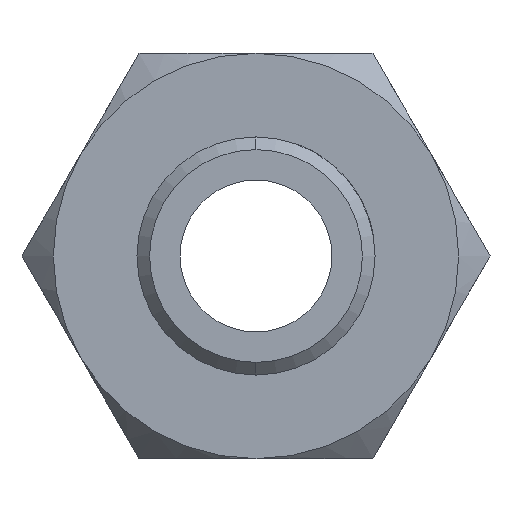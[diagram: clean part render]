
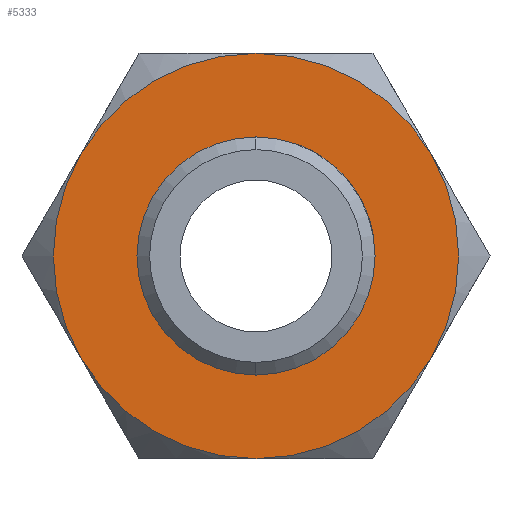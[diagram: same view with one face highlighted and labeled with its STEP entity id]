
A CAD part, left-side view. The second image highlights one B-rep face of the part: STEP entity #5333.
In plain terms, the highlighted planar face has unit normal (-1, 0, 0).
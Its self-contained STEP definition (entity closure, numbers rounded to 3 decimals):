
#117 = ORIENTED_EDGE ( 'NONE', *, *, #3435, .F. ) ;
#150 = DIRECTION ( 'NONE',  ( 1., 0., 0. ) ) ;
#178 = DIRECTION ( 'NONE',  ( 1., 0., 0. ) ) ;
#184 = FACE_BOUND ( 'NONE', #2811, .T. ) ;
#226 = AXIS2_PLACEMENT_3D ( 'NONE', #1038, #2696, #629 ) ;
#386 = VERTEX_POINT ( 'NONE', #5331 ) ;
#519 = CARTESIAN_POINT ( 'NONE',  ( 15., 0., 0. ) ) ;
#532 = ORIENTED_EDGE ( 'NONE', *, *, #4264, .F. ) ;
#557 = DIRECTION ( 'NONE',  ( 0., 0., -1. ) ) ;
#567 = AXIS2_PLACEMENT_3D ( 'NONE', #4122, #4097, #1668 ) ;
#596 = FACE_OUTER_BOUND ( 'NONE', #2952, .T. ) ;
#629 = DIRECTION ( 'NONE',  ( 0., 0., -1. ) ) ;
#912 = ORIENTED_EDGE ( 'NONE', *, *, #1399, .F. ) ;
#914 = CIRCLE ( 'NONE', #4836, 8. ) ;
#1038 = CARTESIAN_POINT ( 'NONE',  ( 15., 0., 0. ) ) ;
#1091 = CARTESIAN_POINT ( 'NONE',  ( 15., 0., 0. ) ) ;
#1267 = CIRCLE ( 'NONE', #567, 8. ) ;
#1399 = EDGE_CURVE ( 'NONE', #4469, #4892, #914, .T. ) ;
#1457 = VERTEX_POINT ( 'NONE', #5243 ) ;
#1526 = DIRECTION ( 'NONE',  ( -1., 0., 0. ) ) ;
#1668 = DIRECTION ( 'NONE',  ( 0., 0., 1. ) ) ;
#1760 = EDGE_CURVE ( 'NONE', #3107, #4359, #1267, .T. ) ;
#1810 = DIRECTION ( 'NONE',  ( 0., 0., -1. ) ) ;
#1863 = CARTESIAN_POINT ( 'NONE',  ( 15., 0., 0. ) ) ;
#1918 = VERTEX_POINT ( 'NONE', #5069 ) ;
#1980 = EDGE_CURVE ( 'NONE', #386, #4738, #4304, .T. ) ;
#2257 = DIRECTION ( 'NONE',  ( 1., 0., 0. ) ) ;
#2277 = CARTESIAN_POINT ( 'NONE',  ( 15., -6.928, -4. ) ) ;
#2320 = DIRECTION ( 'NONE',  ( 0., 0., 1. ) ) ;
#2338 = CARTESIAN_POINT ( 'NONE',  ( 15., 0., 0. ) ) ;
#2389 = ORIENTED_EDGE ( 'NONE', *, *, #4365, .F. ) ;
#2578 = CIRCLE ( 'NONE', #226, 8. ) ;
#2651 = CARTESIAN_POINT ( 'NONE',  ( 15., 0., 0. ) ) ;
#2658 = EDGE_CURVE ( 'NONE', #1918, #4359, #2578, .T. ) ;
#2665 = CIRCLE ( 'NONE', #4235, 8. ) ;
#2670 = CIRCLE ( 'NONE', #3110, 8. ) ;
#2696 = DIRECTION ( 'NONE',  ( 1., 0., 0. ) ) ;
#2811 = EDGE_LOOP ( 'NONE', ( #5202, #117 ) ) ;
#2930 = AXIS2_PLACEMENT_3D ( 'NONE', #2977, #3767, #4609 ) ;
#2952 = EDGE_LOOP ( 'NONE', ( #532, #5089, #912, #2389, #3870, #4994 ) ) ;
#2977 = CARTESIAN_POINT ( 'NONE',  ( 15., 0., 0. ) ) ;
#3089 = DIRECTION ( 'NONE',  ( 1., 0., 0. ) ) ;
#3107 = VERTEX_POINT ( 'NONE', #5384 ) ;
#3110 = AXIS2_PLACEMENT_3D ( 'NONE', #2338, #178, #3563 ) ;
#3151 = CARTESIAN_POINT ( 'NONE',  ( 15., 0., 0. ) ) ;
#3435 = EDGE_CURVE ( 'NONE', #4738, #386, #5017, .T. ) ;
#3544 = CIRCLE ( 'NONE', #4408, 8. ) ;
#3563 = DIRECTION ( 'NONE',  ( 0., 0., -1. ) ) ;
#3767 = DIRECTION ( 'NONE',  ( -1., 0., 0. ) ) ;
#3870 = ORIENTED_EDGE ( 'NONE', *, *, #1760, .T. ) ;
#4001 = CARTESIAN_POINT ( 'NONE',  ( 15., -6.928, 4. ) ) ;
#4097 = DIRECTION ( 'NONE',  ( -1., 0., 0. ) ) ;
#4122 = CARTESIAN_POINT ( 'NONE',  ( 15., 0., 0. ) ) ;
#4235 = AXIS2_PLACEMENT_3D ( 'NONE', #1863, #3089, #4339 ) ;
#4264 = EDGE_CURVE ( 'NONE', #1457, #1918, #3544, .T. ) ;
#4282 = DIRECTION ( 'NONE',  ( 1., 0., 0. ) ) ;
#4292 = PLANE ( 'NONE',  #4756 ) ;
#4304 = CIRCLE ( 'NONE', #4743, 4.7 ) ;
#4339 = DIRECTION ( 'NONE',  ( 0., 0., -1. ) ) ;
#4359 = VERTEX_POINT ( 'NONE', #5105 ) ;
#4365 = EDGE_CURVE ( 'NONE', #3107, #4469, #2665, .T. ) ;
#4408 = AXIS2_PLACEMENT_3D ( 'NONE', #2651, #4282, #557 ) ;
#4469 = VERTEX_POINT ( 'NONE', #4001 ) ;
#4609 = DIRECTION ( 'NONE',  ( 0., 0., 1. ) ) ;
#4724 = CARTESIAN_POINT ( 'NONE',  ( 15., 0., -4.7 ) ) ;
#4732 = DIRECTION ( 'NONE',  ( 0., 0., -1. ) ) ;
#4738 = VERTEX_POINT ( 'NONE', #4724 ) ;
#4743 = AXIS2_PLACEMENT_3D ( 'NONE', #1091, #1526, #2320 ) ;
#4756 = AXIS2_PLACEMENT_3D ( 'NONE', #519, #2257, #4732 ) ;
#4836 = AXIS2_PLACEMENT_3D ( 'NONE', #3151, #150, #1810 ) ;
#4892 = VERTEX_POINT ( 'NONE', #2277 ) ;
#4904 = EDGE_CURVE ( 'NONE', #4892, #1457, #2670, .T. ) ;
#4994 = ORIENTED_EDGE ( 'NONE', *, *, #2658, .F. ) ;
#5017 = CIRCLE ( 'NONE', #2930, 4.7 ) ;
#5069 = CARTESIAN_POINT ( 'NONE',  ( 15., 6.928, -4. ) ) ;
#5089 = ORIENTED_EDGE ( 'NONE', *, *, #4904, .F. ) ;
#5105 = CARTESIAN_POINT ( 'NONE',  ( 15., 6.928, 4. ) ) ;
#5202 = ORIENTED_EDGE ( 'NONE', *, *, #1980, .F. ) ;
#5243 = CARTESIAN_POINT ( 'NONE',  ( 15., 0., -8. ) ) ;
#5331 = CARTESIAN_POINT ( 'NONE',  ( 15., 0., 4.7 ) ) ;
#5333 = ADVANCED_FACE ( 'NONE', ( #184, #596 ), #4292, .F. ) ;
#5384 = CARTESIAN_POINT ( 'NONE',  ( 15., 0., 8. ) ) ;
